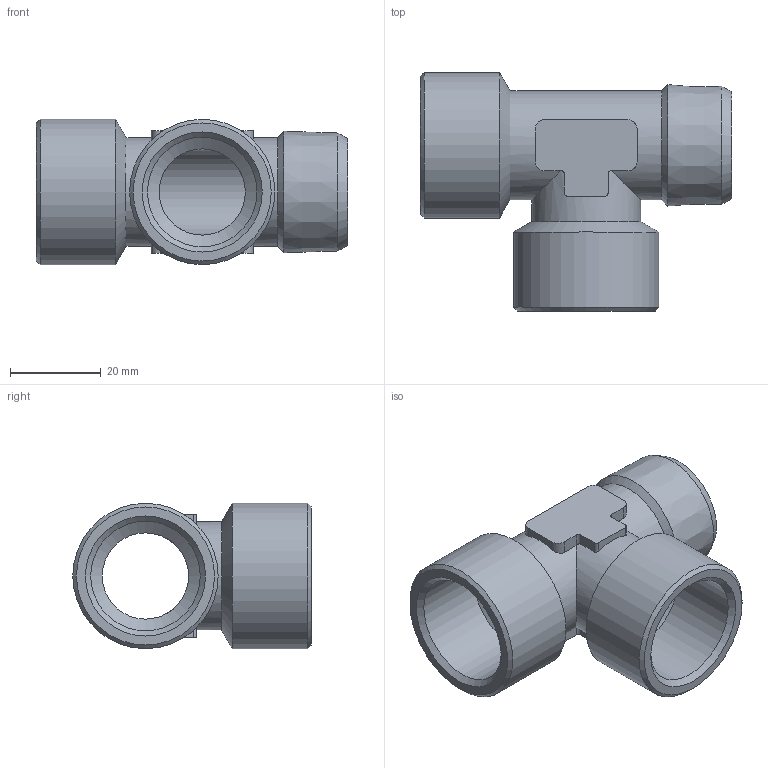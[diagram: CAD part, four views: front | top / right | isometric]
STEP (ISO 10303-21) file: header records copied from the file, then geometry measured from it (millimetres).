
FILE_DESCRIPTION(/* description */ ('STEP AP214'),/* implementation_level */ '2;1');
FILE_NAME(/* name */ '8030250_NPFC-T-2G34-R34-FMF',/* time_stamp */ '2024-09-13T00:26:58+02:00',/* author */ ('License CC BY-ND 4.0'),/* organization */ ('CADENAS'),/* preprocessor_version */ 'ST-DEVELOPER v19.3',/* originating_system */ 'PARTsolutions',/* authorisation */ ' ');
FILE_SCHEMA (('AUTOMOTIVE_DESIGN {1 0 10303 214 3 1 1}'));
Length unit declared in the file: millimetre
Products named in the file (1): 8030250 NPFC-T-2G34-R34-FMF
Bounding box: 68.5 x 52.5 x 32 mm (x, y, z)
Volume: 24436.1 mm3; surface area: 15486.6 mm2
Topology: 1 solids, 1 shells, 57 faces, 155 edges, 99 vertices
Faces by surface type: cylinder 24, plane 21, cone 12
Full cylindrical faces by diameter (mm): 19 x2, 24 x2, 24.117 x2, 32 x2
Entity records: 1690 total; most frequent: CARTESIAN_POINT 336, DIRECTION 278, ORIENTED_EDGE 252, EDGE_CURVE 126, AXIS2_PLACEMENT_3D 110, VERTEX_POINT 92, EDGE_LOOP 82, FACE_BOUND 82
